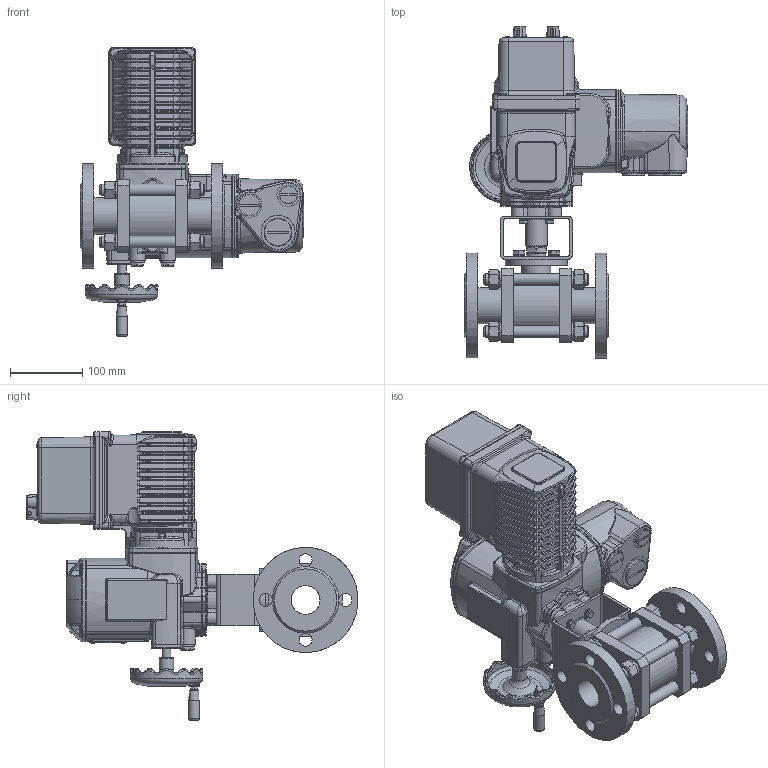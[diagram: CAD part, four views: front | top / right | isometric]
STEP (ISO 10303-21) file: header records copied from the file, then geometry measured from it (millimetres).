
FILE_DESCRIPTION(('STEP AP203'), '1');
FILE_NAME('埡39.014.040.000', '', ('UNSPECIFIED'), ('UNSPECIFIED'), 'ASCON STEP Converter 1.6', 'ASCON Math Kernel', '');
FILE_SCHEMA(('CONFIG_CONTROL_DESIGN'));
Length unit declared in the file: millimetre
Bounding box: 309.4 x 458.37 x 398.75 mm (x, y, z)
Volume: 8274453.4 mm3; surface area: 633470.7 mm2
Topology: 5 solids, 6 shells, 3689 faces, 8850 edges, 5179 vertices
Faces by surface type: bspline 1129, plane 914, cylinder 819, torus 397, cone 390, sphere 40
Full cylindrical faces by diameter (mm): 1.5 x8, 4.5 x1, 4.9 x4, 5 x9, 5.5 x1, 6 x4, 6.4 x4, 6.65 x4, 7 x4, 8 x4, 8.4 x4, 9 x4, 9.2 x1, 9.5 x1, 10 x3, 12 x5, 13 x1, 14 x1, 15 x1, 16 x16, 18 x19, 19 x3, 19.88 x1, 20 x1, 22 x2, 25 x1, 27 x1, 30 x2, 32.5 x1, 35 x3
Entity records: 678598 total; most frequent: CARTESIAN_POINT 573306, ORIENTED_EDGE 16958, DIRECTION 13344, EDGE_CURVE 8479, AXIS2_PLACEMENT_3D 5392, VERTEX_POINT 5164, EDGE_LOOP 4131, FACE_BOUND 3793
